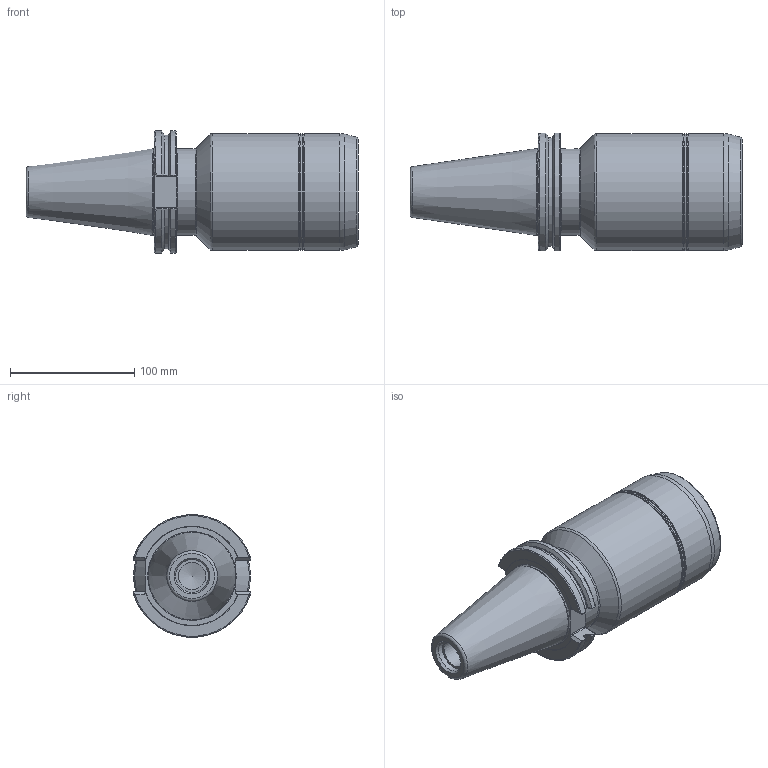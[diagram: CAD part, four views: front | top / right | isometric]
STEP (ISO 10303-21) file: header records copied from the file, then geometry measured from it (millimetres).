
FILE_DESCRIPTION (( 'STEP AP203' ), '1' );
FILE_NAME ('BCV50-MGT36-6.5.STEP', '2016-12-29T15:48:50', ( '' ), ( '' ), 'SwSTEP 2.0', 'SolidWorks 2016', '' );
FILE_SCHEMA (( 'CONFIG_CONTROL_DESIGN' ));
Length unit declared in the file: millimetre
Products named in the file (1): BCV50-MGT36-6.5
Bounding box: 266.75 x 94.62 x 98.1 mm (x, y, z)
Volume: 1282263.5 mm3; surface area: 85723.3 mm2
Topology: 1 solids, 1 shells, 119 faces, 304 edges, 188 vertices
Faces by surface type: plane 38, cylinder 29, bspline 20, cone 17, torus 15
Full cylindrical faces by diameter (mm): 9.5 x1, 12.7 x1, 22.2 x1, 26.2 x1, 69.25 x1, 69.85 x1, 93.2 x2, 94 x3
Entity records: 3972 total; most frequent: CARTESIAN_POINT 1494, ORIENTED_EDGE 530, DIRECTION 398, EDGE_CURVE 265, VERTEX_POINT 179, AXIS2_PLACEMENT_3D 160, EDGE_LOOP 150, FACE_OUTER_BOUND 137
